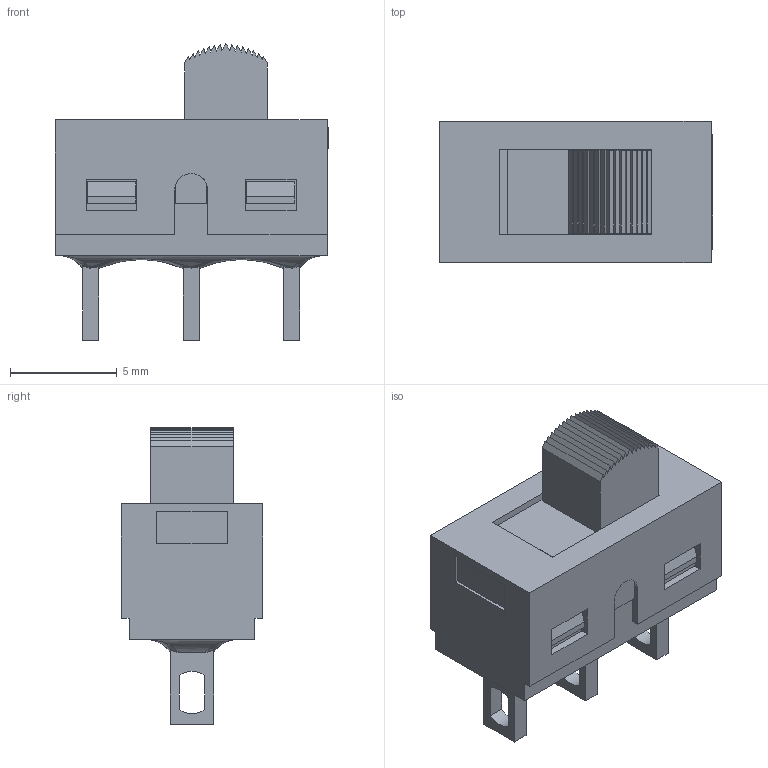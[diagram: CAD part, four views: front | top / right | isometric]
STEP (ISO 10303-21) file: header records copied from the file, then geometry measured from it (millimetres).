
FILE_DESCRIPTION((' '),'2;1');
FILE_NAME('500SSPxS4M1xEA.stp','2017-07-28T08:52:16',(' '),(' '),' ','ACIS',' ');
FILE_SCHEMA(('CONFIG_CONTROL_DESIGN'));
Length unit declared in the file: inch
Products named in the file (1): 500SSPxS4M1xEA.stp
Bounding box: 12.77 x 6.6 x 13.87 mm (x, y, z)
Volume: 336.5 mm3; surface area: 886.1 mm2
Topology: 1 solids, 1 shells, 187 faces, 520 edges, 349 vertices
Faces by surface type: plane 161, cylinder 17, bspline 8, cone 1
Full cylindrical faces by diameter (mm): 2.4 x1
Entity records: 6513 total; most frequent: CARTESIAN_POINT 1611, ORIENTED_EDGE 1036, DIRECTION 905, EDGE_CURVE 518, VECTOR 437, LINE 437, VERTEX_POINT 349, AXIS2_PLACEMENT_3D 234
